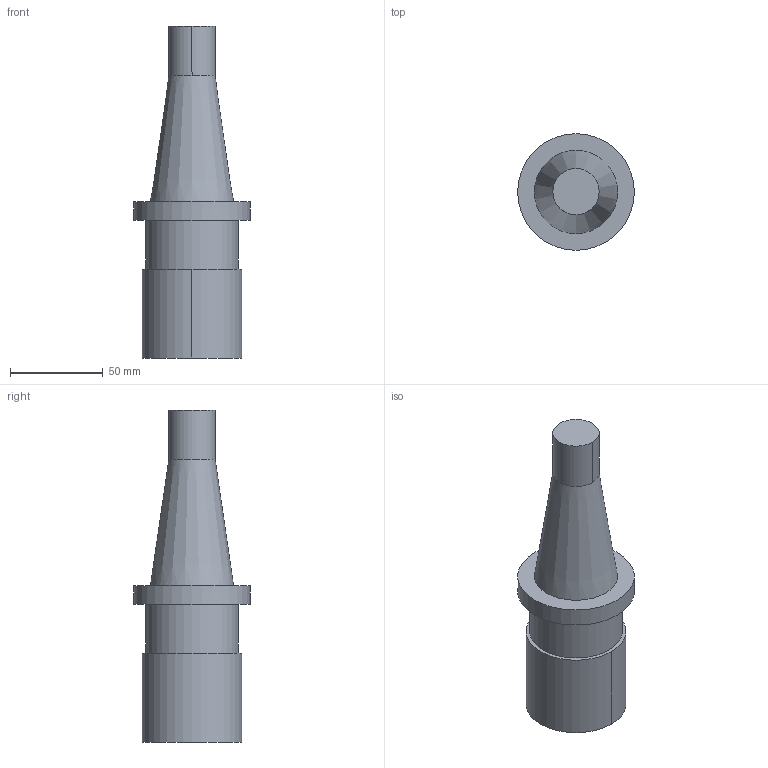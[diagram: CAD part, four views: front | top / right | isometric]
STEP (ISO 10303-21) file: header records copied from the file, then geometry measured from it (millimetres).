
FILE_DESCRIPTION(/* description */ (''),/* implementation_level */ '2;1');
FILE_NAME(/* name */ '2080.40-QTCC.M5.M22.stp',/* time_stamp */ '2024-06-21T17:53:48+02:00',/* author */ (''),/* organization */ (''),/* preprocessor_version */ 'ST-DEVELOPER v16.7',/* originating_system */ 'SIEMENS PLM Software NX 12.0',/* authorisation */ '');
FILE_SCHEMA (('AUTOMOTIVE_DESIGN { 1 0 10303 214 3 1 1 1 }'));
Length unit declared in the file: millimetre
Products named in the file (1): pf660940E230f046
Bounding box: 63 x 63 x 179.4 mm (x, y, z)
Volume: 202399.1 mm3; surface area: 39349.2 mm2
Topology: 1 solids, 2 shells, 15 faces, 27 edges, 19 vertices
Faces by surface type: plane 7, cylinder 7, cone 1
Full cylindrical faces by diameter (mm): 50 x1, 50.1 x1, 63 x1
Entity records: 479 total; most frequent: DIRECTION 86, CARTESIAN_POINT 73, ORIENTED_EDGE 58, AXIS2_PLACEMENT_3D 38, EDGE_CURVE 29, VERTEX_POINT 25, EDGE_LOOP 22, CIRCLE 19
